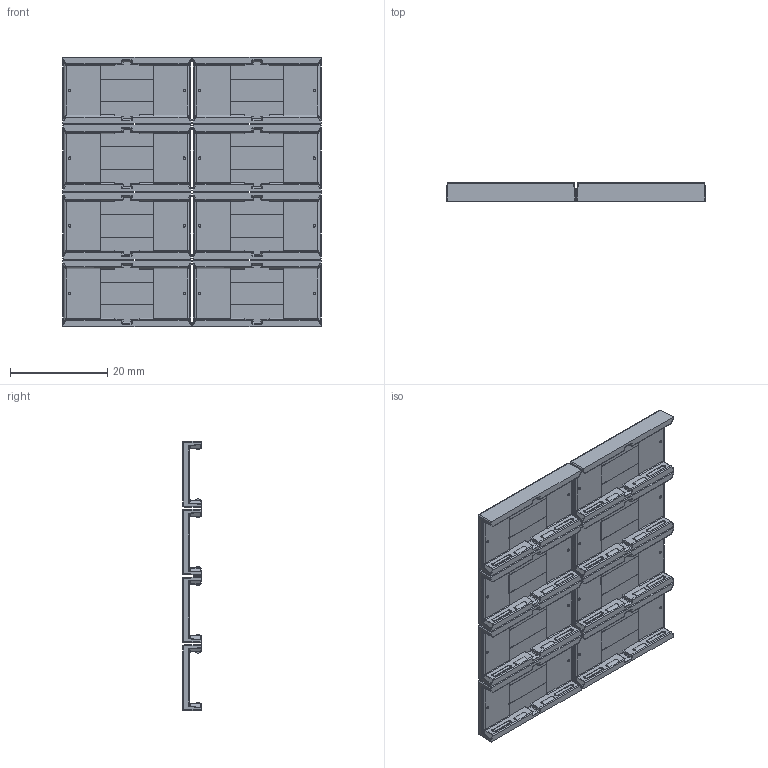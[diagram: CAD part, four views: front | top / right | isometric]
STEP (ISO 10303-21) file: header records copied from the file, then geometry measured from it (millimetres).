
FILE_DESCRIPTION((''),'2;1');
FILE_NAME('CHECK_W2X0442_00_ASM','2025-06-02T09:26:08',('weberr1'),(''),'CREO PARAMETRIC BY PTC INC, 2023154','CREO PARAMETRIC BY PTC INC, 2023154','');
FILE_SCHEMA(('CONFIG_CONTROL_DESIGN','SHAPE_APPEARANCE_LAYERS_GROUPS'));
Length unit declared in the file: millimetre
Products named in the file (3): W1A2078_45; W2X0442_00_ASM; CHECK_W2X0442_00_ASM
Assembly tree (9 placements, depth 3):
  CHECK_W2X0442_00_ASM
    W2X0442_00_ASM
      W1A2078_45  x8
Bounding box: 53.33 x 3.9 x 55.53 mm (x, y, z)
Volume: 5619.2 mm3; surface area: 8714.3 mm2
Topology: 8 solids, 8 shells, 1600 faces, 3808 edges, 2272 vertices
Faces by surface type: cylinder 720, plane 432, bspline 320, sphere 64, torus 64
Entity records: 10554 total; most frequent: CARTESIAN_POINT 4389, ORIENTED_EDGE 952, DIRECTION 852, PRESENTATION_STYLE_ASSIGNMENT 482, STYLED_ITEM 479, CURVE_STYLE 476, EDGE_CURVE 476, AXIS2_PLACEMENT_3D 312
